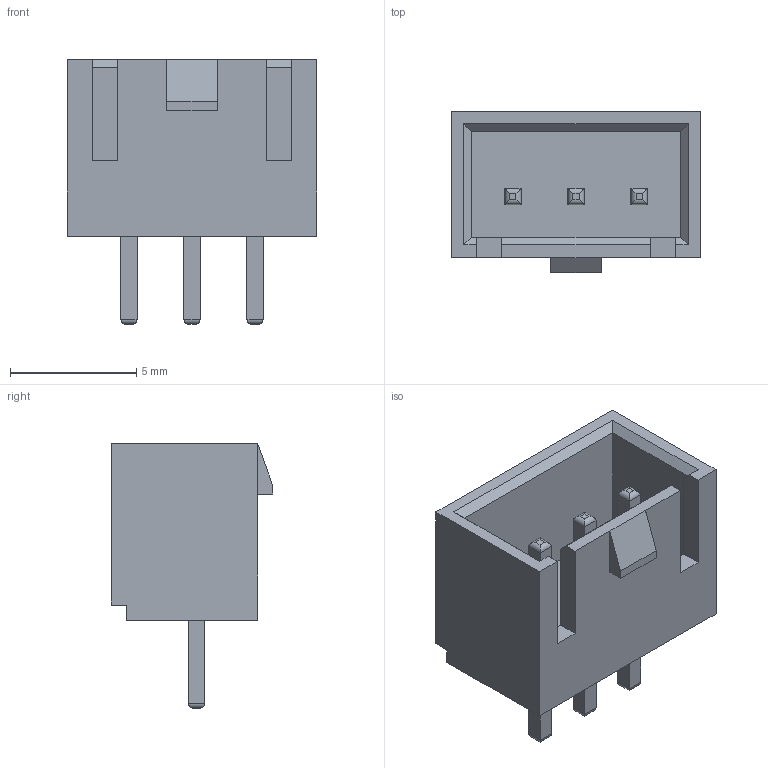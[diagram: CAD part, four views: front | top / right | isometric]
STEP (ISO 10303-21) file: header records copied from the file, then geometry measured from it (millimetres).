
FILE_DESCRIPTION(('CATIA V5 STEP Exchange'),'2;1');
FILE_NAME('SMW250-03.stp','2019-02-21T01:51:05+00:00',('none'),('none'),'CATIA Version 5 Release 20 SP 7 (IN-10)','CATIA V5 STEP AP214','none');
FILE_SCHEMA(('AUTOMOTIVE_DESIGN { 1 0 10303 214 1 1 1 1 }'));
Length unit declared in the file: millimetre
Products named in the file (1): SMW250x
Bounding box: 9.9 x 6.4 x 10.5 mm (x, y, z)
Volume: 227.1 mm3; surface area: 510.6 mm2
Topology: 1 solids, 1 shells, 85 faces, 201 edges, 124 vertices
Faces by surface type: plane 61, cylinder 24
Entity records: 2704 total; most frequent: CARTESIAN_POINT 511, ORIENTED_EDGE 402, DIRECTION 295, EDGE_CURVE 201, VECTOR 173, LINE 173, VERTEX_POINT 124, EDGE_LOOP 91
